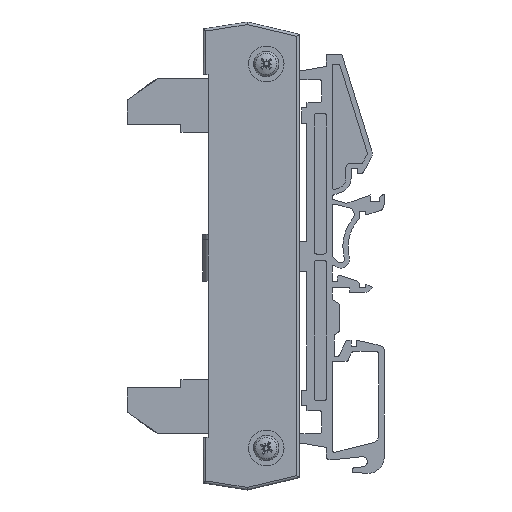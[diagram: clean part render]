
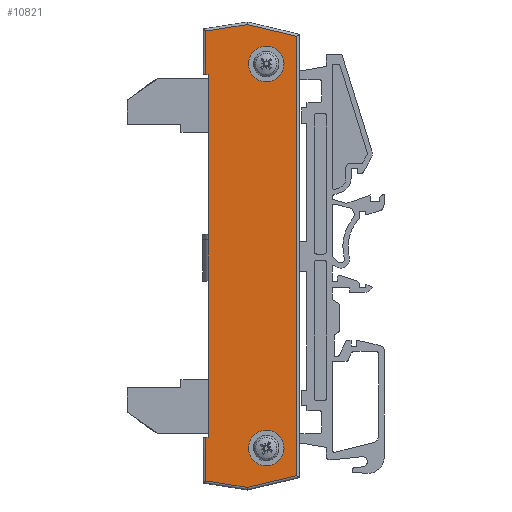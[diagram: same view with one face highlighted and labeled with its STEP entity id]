
A CAD part, left-side view. The second image highlights one B-rep face of the part: STEP entity #10821.
In plain terms, the highlighted face is planar.
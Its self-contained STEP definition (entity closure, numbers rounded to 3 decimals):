
#10360=CARTESIAN_POINT('',(-16.628,6.238,5.0));
#10361=VERTEX_POINT('',#10360);
#10368=CARTESIAN_POINT('',(54.672,6.238,5.0));
#10369=VERTEX_POINT('',#10368);
#10370=CARTESIAN_POINT('',(54.672,6.238,5.0));
#10371=DIRECTION('',(-1.0,0.0,0.0));
#10372=VECTOR('',#10371,71.3);
#10373=LINE('',#10370,#10372);
#10374=EDGE_CURVE('',#10369,#10361,#10373,.T.);
#10617=CARTESIAN_POINT('',(60.272,-5.162,5.0));
#10618=VERTEX_POINT('',#10617);
#10619=CARTESIAN_POINT('',(56.772,-5.162,5.0));
#10620=DIRECTION('',(0.0,0.0,-1.0));
#10621=DIRECTION('',(-1.0,0.0,0.0));
#10622=AXIS2_PLACEMENT_3D('',#10619,#10620,#10621);
#10623=CIRCLE('',#10622,3.5);
#10624=EDGE_CURVE('',#10618,#10618,#10623,.T.);
#10657=CARTESIAN_POINT('',(-15.228,-5.162,5.0));
#10658=VERTEX_POINT('',#10657);
#10659=CARTESIAN_POINT('',(-18.728,-5.162,5.0));
#10660=DIRECTION('',(0.0,0.0,-1.0));
#10661=DIRECTION('',(-1.0,0.0,0.0));
#10662=AXIS2_PLACEMENT_3D('',#10659,#10660,#10661);
#10663=CIRCLE('',#10662,3.5);
#10664=EDGE_CURVE('',#10658,#10658,#10663,.T.);
#10698=CARTESIAN_POINT('',(54.672,6.738,5.0));
#10699=VERTEX_POINT('',#10698);
#10700=CARTESIAN_POINT('',(54.672,6.738,5.0));
#10701=DIRECTION('',(0.0,-1.0,0.0));
#10702=VECTOR('',#10701,0.5);
#10703=LINE('',#10700,#10702);
#10704=EDGE_CURVE('',#10699,#10369,#10703,.T.);
#10729=CARTESIAN_POINT('',(-16.628,6.738,5.0));
#10730=VERTEX_POINT('',#10729);
#10738=CARTESIAN_POINT('',(-16.628,6.238,5.0));
#10739=DIRECTION('',(0.0,1.0,0.0));
#10740=VECTOR('',#10739,0.5);
#10741=LINE('',#10738,#10740);
#10742=EDGE_CURVE('',#10361,#10730,#10741,.T.);
#10751=CARTESIAN_POINT('',(19.022,-2.126,5.0));
#10752=DIRECTION('',(0.0,0.0,1.0));
#10753=DIRECTION('',(1.0,0.0,0.0));
#10754=AXIS2_PLACEMENT_3D('',#10751,#10752,#10753);
#10755=PLANE('',#10754);
#10756=ORIENTED_EDGE('',*,*,#10704,.T.);
#10757=ORIENTED_EDGE('',*,*,#10374,.T.);
#10758=ORIENTED_EDGE('',*,*,#10742,.T.);
#10759=CARTESIAN_POINT('',(-25.176,6.738,5.0));
#10760=VERTEX_POINT('',#10759);
#10761=CARTESIAN_POINT('',(-25.176,6.738,5.0));
#10762=DIRECTION('',(1.0,0.0,0.0));
#10763=VECTOR('',#10762,8.548);
#10764=LINE('',#10761,#10763);
#10765=EDGE_CURVE('',#10760,#10730,#10764,.T.);
#10766=ORIENTED_EDGE('',*,*,#10765,.F.);
#10767=CARTESIAN_POINT('',(-26.459,-1.405,5.0));
#10768=VERTEX_POINT('',#10767);
#10769=CARTESIAN_POINT('',(-26.459,-1.405,5.0));
#10770=DIRECTION('',(0.156,0.988,0.0));
#10771=VECTOR('',#10770,8.244);
#10772=LINE('',#10769,#10771);
#10773=EDGE_CURVE('',#10768,#10760,#10772,.T.);
#10774=ORIENTED_EDGE('',*,*,#10773,.F.);
#10775=CARTESIAN_POINT('',(-24.157,-11.162,5.0));
#10776=VERTEX_POINT('',#10775);
#10777=CARTESIAN_POINT('',(-24.157,-11.162,5.0));
#10778=DIRECTION('',(-0.23,0.973,0.0));
#10779=VECTOR('',#10778,10.024);
#10780=LINE('',#10777,#10779);
#10781=EDGE_CURVE('',#10776,#10768,#10780,.T.);
#10782=ORIENTED_EDGE('',*,*,#10781,.F.);
#10783=CARTESIAN_POINT('',(62.201,-11.162,5.0));
#10784=VERTEX_POINT('',#10783);
#10785=CARTESIAN_POINT('',(62.201,-11.162,5.0));
#10786=DIRECTION('',(-1.0,0.0,0.0));
#10787=VECTOR('',#10786,86.358);
#10788=LINE('',#10785,#10787);
#10789=EDGE_CURVE('',#10784,#10776,#10788,.T.);
#10790=ORIENTED_EDGE('',*,*,#10789,.F.);
#10791=CARTESIAN_POINT('',(64.503,-1.405,5.0));
#10792=VERTEX_POINT('',#10791);
#10793=CARTESIAN_POINT('',(64.503,-1.405,5.0));
#10794=DIRECTION('',(-0.23,-0.973,0.0));
#10795=VECTOR('',#10794,10.024);
#10796=LINE('',#10793,#10795);
#10797=EDGE_CURVE('',#10792,#10784,#10796,.T.);
#10798=ORIENTED_EDGE('',*,*,#10797,.F.);
#10799=CARTESIAN_POINT('',(63.22,6.738,5.0));
#10800=VERTEX_POINT('',#10799);
#10801=CARTESIAN_POINT('',(63.22,6.738,5.0));
#10802=DIRECTION('',(0.156,-0.988,0.0));
#10803=VECTOR('',#10802,8.244);
#10804=LINE('',#10801,#10803);
#10805=EDGE_CURVE('',#10800,#10792,#10804,.T.);
#10806=ORIENTED_EDGE('',*,*,#10805,.F.);
#10807=CARTESIAN_POINT('',(54.672,6.738,5.0));
#10808=DIRECTION('',(1.0,0.0,0.0));
#10809=VECTOR('',#10808,8.548);
#10810=LINE('',#10807,#10809);
#10811=EDGE_CURVE('',#10699,#10800,#10810,.T.);
#10812=ORIENTED_EDGE('',*,*,#10811,.F.);
#10813=EDGE_LOOP('',(#10756,#10757,#10758,#10766,#10774,#10782,#10790,#10798,#10806,#10812));
#10814=FACE_OUTER_BOUND('',#10813,.T.);
#10815=ORIENTED_EDGE('',*,*,#10624,.T.);
#10816=EDGE_LOOP('',(#10815));
#10817=FACE_BOUND('',#10816,.T.);
#10818=ORIENTED_EDGE('',*,*,#10664,.T.);
#10819=EDGE_LOOP('',(#10818));
#10820=FACE_BOUND('',#10819,.T.);
#10821=ADVANCED_FACE('',(#10814,#10817,#10820),#10755,.T.);
